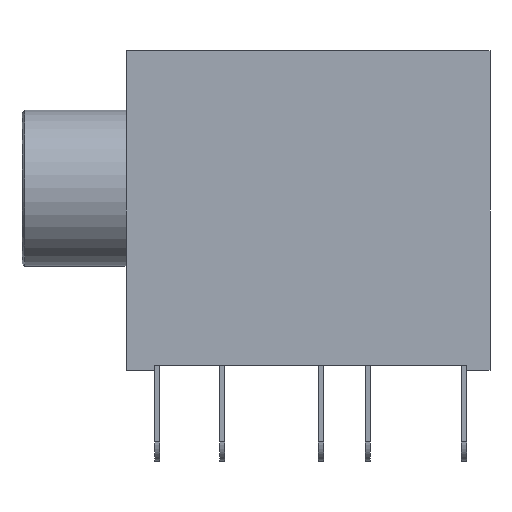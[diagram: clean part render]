
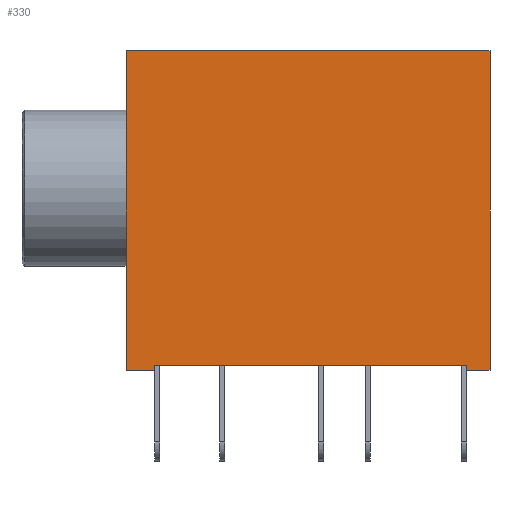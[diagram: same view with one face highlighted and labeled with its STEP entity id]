
A CAD part, left-side view. The second image highlights one B-rep face of the part: STEP entity #330.
In plain terms, the highlighted planar face has unit normal (-1, 0, 0).
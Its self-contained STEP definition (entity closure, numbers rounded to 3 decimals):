
#330=ADVANCED_FACE('',(#1195),#1197,.T.);
#1195=FACE_BOUND('',#1196,.T.);
#1196=EDGE_LOOP('',(#1944,#1945,#1946,#1947,#1948,#1949,#1950,#1951));
#1197=PLANE('',#1198);
#1198=AXIS2_PLACEMENT_3D('',#1199,#1200,#1201);
#1199=CARTESIAN_POINT('',(-4.9,0.,0.));
#1200=DIRECTION('',(-1.,0.,0.));
#1201=DIRECTION('',(0.,-1.,0.));
#1944=ORIENTED_EDGE('',*,*,#2238,.T.);
#1945=ORIENTED_EDGE('',*,*,#2322,.T.);
#1946=ORIENTED_EDGE('',*,*,#2323,.T.);
#1947=ORIENTED_EDGE('',*,*,#2324,.F.);
#1948=ORIENTED_EDGE('',*,*,#2325,.F.);
#1949=ORIENTED_EDGE('',*,*,#2326,.T.);
#1950=ORIENTED_EDGE('',*,*,#2255,.T.);
#1951=ORIENTED_EDGE('',*,*,#2274,.T.);
#2238=EDGE_CURVE('',#2459,#2456,#2460,.F.);
#2255=EDGE_CURVE('',#2493,#2491,#2494,.F.);
#2274=EDGE_CURVE('',#2491,#2459,#2530,.T.);
#2322=EDGE_CURVE('',#2456,#2601,#2603,.T.);
#2323=EDGE_CURVE('',#2601,#2604,#2605,.T.);
#2324=EDGE_CURVE('',#2606,#2604,#2607,.T.);
#2325=EDGE_CURVE('',#2608,#2606,#2609,.T.);
#2326=EDGE_CURVE('',#2608,#2493,#2610,.T.);
#2456=VERTEX_POINT('',#2829);
#2459=VERTEX_POINT('',#2834);
#2460=LINE('',#2835,#2836);
#2491=VERTEX_POINT('',#2898);
#2493=VERTEX_POINT('',#2902);
#2494=LINE('',#2903,#2904);
#2530=LINE('',#2978,#2979);
#2601=VERTEX_POINT('',#3146);
#2603=LINE('',#3150,#3151);
#2604=VERTEX_POINT('',#3153);
#2605=LINE('',#3154,#3155);
#2606=VERTEX_POINT('',#3157);
#2607=LINE('',#3158,#3159);
#2608=VERTEX_POINT('',#3161);
#2609=LINE('',#3162,#3163);
#2610=LINE('',#3165,#3166);
#2829=CARTESIAN_POINT('',(-4.9,-13.1,0.));
#2834=CARTESIAN_POINT('',(-4.9,-13.1,0.2));
#2835=CARTESIAN_POINT('',(-4.9,-13.1,0.));
#2836=VECTOR('',#2837,1.);
#2837=DIRECTION('',(0.,0.,1.));
#2898=CARTESIAN_POINT('',(-4.9,-1.1,0.2));
#2902=CARTESIAN_POINT('',(-4.9,-1.1,0.));
#2903=CARTESIAN_POINT('',(-4.9,-1.1,0.2));
#2904=VECTOR('',#2905,1.);
#2905=DIRECTION('',(0.,0.,-1.));
#2978=CARTESIAN_POINT('',(-4.9,-1.1,0.2));
#2979=VECTOR('',#2980,1.);
#2980=DIRECTION('',(0.,-1.,0.));
#3146=CARTESIAN_POINT('',(-4.9,-14.,0.));
#3150=CARTESIAN_POINT('',(-4.9,-13.1,0.));
#3151=VECTOR('',#3152,1.);
#3152=DIRECTION('',(0.,-1.,0.));
#3153=CARTESIAN_POINT('',(-4.9,-14.,12.3));
#3154=CARTESIAN_POINT('',(-4.9,-14.,0.));
#3155=VECTOR('',#3156,1.);
#3156=DIRECTION('',(0.,0.,1.));
#3157=CARTESIAN_POINT('',(-4.9,0.,12.3));
#3158=CARTESIAN_POINT('',(-4.9,0.,12.3));
#3159=VECTOR('',#3160,1.);
#3160=DIRECTION('',(0.,-1.,0.));
#3161=CARTESIAN_POINT('',(-4.9,0.,0.));
#3162=CARTESIAN_POINT('',(-4.9,0.,0.));
#3163=VECTOR('',#3164,1.);
#3164=DIRECTION('',(0.,0.,1.));
#3165=CARTESIAN_POINT('',(-4.9,0.,0.));
#3166=VECTOR('',#3167,1.);
#3167=DIRECTION('',(0.,-1.,0.));
